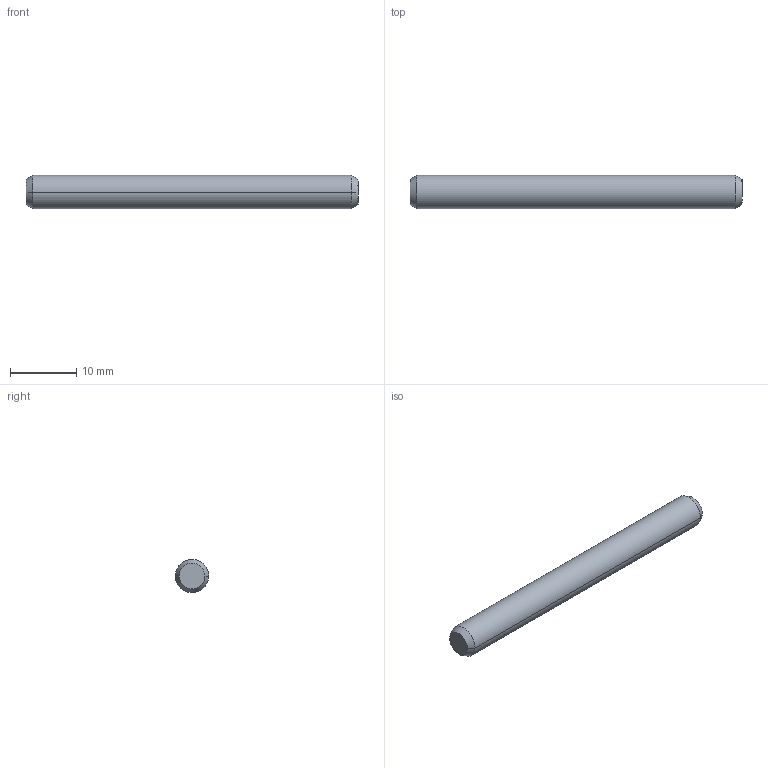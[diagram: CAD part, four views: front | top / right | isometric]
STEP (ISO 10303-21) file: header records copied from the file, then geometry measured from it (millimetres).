
FILE_DESCRIPTION(('FreeCAD Model'),'2;1');
FILE_NAME('Barra Eje X Trasmision delantera001.stp','2016-01-27T22:41:02',('FreeCAD'),( 'FreeCAD'),'Open CASCADE STEP processor 6.8','FreeCAD','Unknown');
FILE_SCHEMA(('AUTOMOTIVE_DESIGN_CC2 { 1 2 10303 214 -1 1 5 4 }'));
Length unit declared in the file: millimetre
Products named in the file (1): Open CASCADE STEP translator 6.8 290
Bounding box: 50 x 5 x 4.99 mm (x, y, z)
Volume: 973.9 mm3; surface area: 810.5 mm2
Topology: 1 solids, 1 shells, 8 faces, 14 edges, 8 vertices
Faces by surface type: bspline 6, plane 2
Entity records: 942 total; most frequent: CARTESIAN_POINT 743, B_SPLINE_CURVE_WITH_KNOTS 30, ORIENTED_EDGE 28, PCURVE 28, DEFINITIONAL_REPRESENTATION 28, EDGE_CURVE 14, SURFACE_CURVE 14, ADVANCED_FACE 8
